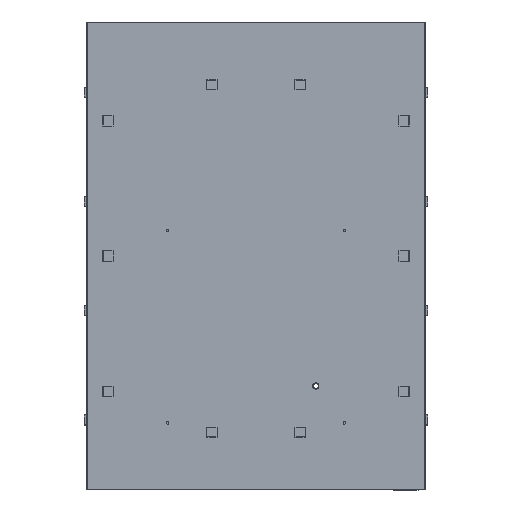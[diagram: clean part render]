
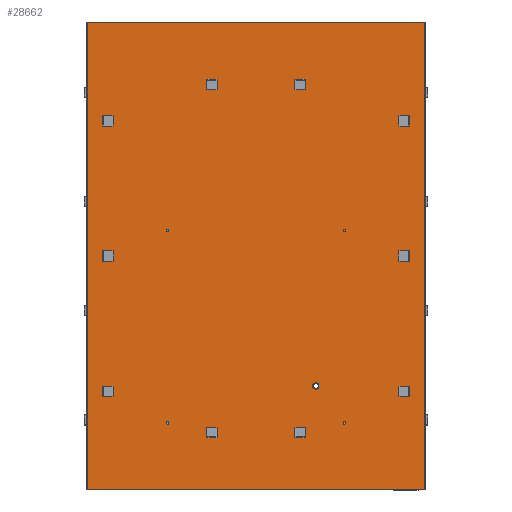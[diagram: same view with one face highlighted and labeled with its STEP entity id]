
A CAD part, front view. The second image highlights one B-rep face of the part: STEP entity #28662.
In plain terms, the highlighted planar face has unit normal (0, -1, 0).
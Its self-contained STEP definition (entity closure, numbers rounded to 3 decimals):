
#80 = DIRECTION ( 'NONE',  ( 0., 1., 0. ) ) ;
#127 = EDGE_CURVE ( 'NONE', #18455, #7187, #27543, .T. ) ;
#385 = FACE_BOUND ( 'NONE', #32565, .T. ) ;
#742 = CARTESIAN_POINT ( 'NONE',  ( 988.589, -4.565, 998.4 ) ) ;
#894 = EDGE_CURVE ( 'NONE', #5845, #27860, #21729, .T. ) ;
#1003 = ORIENTED_EDGE ( 'NONE', *, *, #10886, .F. ) ;
#1147 = CARTESIAN_POINT ( 'NONE',  ( 988.589, -4.565, 253.15 ) ) ;
#1163 = CARTESIAN_POINT ( 'NONE',  ( 866.784, -4.565, 400. ) ) ;
#1207 = AXIS2_PLACEMENT_3D ( 'NONE', #23321, #2493, #21035 ) ;
#1457 = DIRECTION ( 'NONE',  ( 0., 1., 0. ) ) ;
#1994 = VERTEX_POINT ( 'NONE', #11199 ) ;
#2424 = AXIS2_PLACEMENT_3D ( 'NONE', #30384, #22989, #6969 ) ;
#2493 = DIRECTION ( 'NONE',  ( 0., -1., 0. ) ) ;
#2797 = VERTEX_POINT ( 'NONE', #19030 ) ;
#3006 = CARTESIAN_POINT ( 'NONE',  ( 308.589, -4.565, 253.15 ) ) ;
#3149 = DIRECTION ( 'NONE',  ( 0., 1., 0. ) ) ;
#3292 = ORIENTED_EDGE ( 'NONE', *, *, #26398, .T. ) ;
#3604 = CARTESIAN_POINT ( 'NONE',  ( 988.589, -4.565, 258.4 ) ) ;
#3722 = EDGE_CURVE ( 'NONE', #27929, #15131, #29002, .T. ) ;
#4055 = EDGE_LOOP ( 'NONE', ( #3292, #5100 ) ) ;
#4326 = CARTESIAN_POINT ( 'NONE',  ( 988.589, -4.565, 993.15 ) ) ;
#4446 = CARTESIAN_POINT ( 'NONE',  ( 1296.284, -4.565, 1800. ) ) ;
#4456 = FACE_BOUND ( 'NONE', #4055, .T. ) ;
#4569 = ORIENTED_EDGE ( 'NONE', *, *, #32542, .T. ) ;
#5069 = EDGE_CURVE ( 'NONE', #25954, #22051, #30200, .T. ) ;
#5100 = ORIENTED_EDGE ( 'NONE', *, *, #11675, .T. ) ;
#5587 = VERTEX_POINT ( 'NONE', #10838 ) ;
#5609 = CIRCLE ( 'NONE', #12737, 5.25 ) ;
#5845 = VERTEX_POINT ( 'NONE', #1147 ) ;
#5865 = ORIENTED_EDGE ( 'NONE', *, *, #26007, .T. ) ;
#5878 = ORIENTED_EDGE ( 'NONE', *, *, #12204, .F. ) ;
#5893 = VECTOR ( 'NONE', #18670, 1000. ) ;
#6328 = DIRECTION ( 'NONE',  ( -1., 0., 0. ) ) ;
#6910 = CARTESIAN_POINT ( 'NONE',  ( 308.589, -4.565, 263.65 ) ) ;
#6969 = DIRECTION ( 'NONE',  ( -1., 0., 0. ) ) ;
#7187 = VERTEX_POINT ( 'NONE', #6910 ) ;
#7412 = VERTEX_POINT ( 'NONE', #23731 ) ;
#7446 = VERTEX_POINT ( 'NONE', #13114 ) ;
#7492 = ORIENTED_EDGE ( 'NONE', *, *, #3722, .F. ) ;
#8109 = FACE_OUTER_BOUND ( 'NONE', #23411, .T. ) ;
#8504 = DIRECTION ( 'NONE',  ( 0., 1., 0. ) ) ;
#8912 = EDGE_LOOP ( 'NONE', ( #30314, #26613 ) ) ;
#9796 = CARTESIAN_POINT ( 'NONE',  ( 0.893, -4.565, 1800. ) ) ;
#9997 = AXIS2_PLACEMENT_3D ( 'NONE', #28683, #80, #13008 ) ;
#10838 = CARTESIAN_POINT ( 'NONE',  ( 308.589, -4.565, 993.15 ) ) ;
#10886 = EDGE_CURVE ( 'NONE', #2797, #1994, #30273, .T. ) ;
#11053 = DIRECTION ( 'NONE',  ( -1., 0., 0. ) ) ;
#11199 = CARTESIAN_POINT ( 'NONE',  ( 1296.284, -4.565, 1797.5 ) ) ;
#11675 = EDGE_CURVE ( 'NONE', #5587, #7446, #29814, .T. ) ;
#12204 = EDGE_CURVE ( 'NONE', #15131, #27929, #33920, .T. ) ;
#12254 = FACE_BOUND ( 'NONE', #21957, .T. ) ;
#12628 = AXIS2_PLACEMENT_3D ( 'NONE', #20923, #17848, #12825 ) ;
#12737 = AXIS2_PLACEMENT_3D ( 'NONE', #3604, #3149, #11053 ) ;
#12825 = DIRECTION ( 'NONE',  ( -1., 0., 0. ) ) ;
#12887 = LINE ( 'NONE', #21168, #5893 ) ;
#12983 = ORIENTED_EDGE ( 'NONE', *, *, #5069, .T. ) ;
#13008 = DIRECTION ( 'NONE',  ( -1., 0., 0. ) ) ;
#13114 = CARTESIAN_POINT ( 'NONE',  ( 308.589, -4.565, 1003.65 ) ) ;
#13338 = CARTESIAN_POINT ( 'NONE',  ( 988.589, -4.565, 1003.65 ) ) ;
#13649 = DIRECTION ( 'NONE',  ( 0., 1., 0. ) ) ;
#14127 = DIRECTION ( 'NONE',  ( 0., 1., 0. ) ) ;
#14381 = CIRCLE ( 'NONE', #26937, 5.25 ) ;
#14537 = DIRECTION ( 'NONE',  ( 0., 0., -1. ) ) ;
#14651 = DIRECTION ( 'NONE',  ( 0., 0., -1. ) ) ;
#15122 = VECTOR ( 'NONE', #28967, 1000. ) ;
#15131 = VERTEX_POINT ( 'NONE', #33580 ) ;
#17848 = DIRECTION ( 'NONE',  ( 0., -1., 0. ) ) ;
#18207 = CARTESIAN_POINT ( 'NONE',  ( 0.893, -4.565, 1797.5 ) ) ;
#18455 = VERTEX_POINT ( 'NONE', #3006 ) ;
#18670 = DIRECTION ( 'NONE',  ( -1., 0., 0. ) ) ;
#19017 = EDGE_CURVE ( 'NONE', #23758, #7412, #12887, .T. ) ;
#19030 = CARTESIAN_POINT ( 'NONE',  ( 0.893, -4.565, 1797.5 ) ) ;
#19450 = AXIS2_PLACEMENT_3D ( 'NONE', #33293, #19833, #25325 ) ;
#19531 = VECTOR ( 'NONE', #14537, 1000. ) ;
#19833 = DIRECTION ( 'NONE',  ( 0., 1., 0. ) ) ;
#20594 = AXIS2_PLACEMENT_3D ( 'NONE', #25125, #1457, #24900 ) ;
#20847 = EDGE_LOOP ( 'NONE', ( #12983, #5865 ) ) ;
#20923 = CARTESIAN_POINT ( 'NONE',  ( 878.784, -4.565, 400. ) ) ;
#21035 = DIRECTION ( 'NONE',  ( -1., 0., 0. ) ) ;
#21168 = CARTESIAN_POINT ( 'NONE',  ( 1296.284, -4.565, 2.5 ) ) ;
#21349 = CARTESIAN_POINT ( 'NONE',  ( 1296.284, -4.565, 2.5 ) ) ;
#21640 = DIRECTION ( 'NONE',  ( -1., 0., 0. ) ) ;
#21729 = CIRCLE ( 'NONE', #2424, 5.25 ) ;
#21957 = EDGE_LOOP ( 'NONE', ( #33213, #24045 ) ) ;
#22036 = FACE_BOUND ( 'NONE', #8912, .T. ) ;
#22051 = VERTEX_POINT ( 'NONE', #4326 ) ;
#22355 = LINE ( 'NONE', #4446, #33523 ) ;
#22989 = DIRECTION ( 'NONE',  ( 0., 1., 0. ) ) ;
#23321 = CARTESIAN_POINT ( 'NONE',  ( 878.784, -4.565, 400. ) ) ;
#23411 = EDGE_LOOP ( 'NONE', ( #1003, #4569, #33838, #32528 ) ) ;
#23731 = CARTESIAN_POINT ( 'NONE',  ( 0.893, -4.565, 2.5 ) ) ;
#23758 = VERTEX_POINT ( 'NONE', #21349 ) ;
#24045 = ORIENTED_EDGE ( 'NONE', *, *, #894, .T. ) ;
#24309 = CARTESIAN_POINT ( 'NONE',  ( 308.589, -4.565, 258.4 ) ) ;
#24900 = DIRECTION ( 'NONE',  ( -1., 0., 0. ) ) ;
#25008 = PLANE ( 'NONE',  #20594 ) ;
#25125 = CARTESIAN_POINT ( 'NONE',  ( 1297.338, -4.565, 1800. ) ) ;
#25325 = DIRECTION ( 'NONE',  ( -1., 0., 0. ) ) ;
#25754 = FACE_BOUND ( 'NONE', #20847, .T. ) ;
#25804 = AXIS2_PLACEMENT_3D ( 'NONE', #742, #13649, #29570 ) ;
#25896 = AXIS2_PLACEMENT_3D ( 'NONE', #24309, #14127, #6328 ) ;
#25954 = VERTEX_POINT ( 'NONE', #13338 ) ;
#26007 = EDGE_CURVE ( 'NONE', #22051, #25954, #30477, .T. ) ;
#26398 = EDGE_CURVE ( 'NONE', #7446, #5587, #32944, .T. ) ;
#26487 = LINE ( 'NONE', #9796, #19531 ) ;
#26555 = CARTESIAN_POINT ( 'NONE',  ( 988.589, -4.565, 263.65 ) ) ;
#26613 = ORIENTED_EDGE ( 'NONE', *, *, #127, .T. ) ;
#26851 = DIRECTION ( 'NONE',  ( -1., 0., 0. ) ) ;
#26937 = AXIS2_PLACEMENT_3D ( 'NONE', #29581, #32259, #21640 ) ;
#27342 = EDGE_CURVE ( 'NONE', #7187, #18455, #14381, .T. ) ;
#27543 = CIRCLE ( 'NONE', #25896, 5.25 ) ;
#27711 = AXIS2_PLACEMENT_3D ( 'NONE', #29500, #8504, #26851 ) ;
#27860 = VERTEX_POINT ( 'NONE', #26555 ) ;
#27929 = VERTEX_POINT ( 'NONE', #1163 ) ;
#28662 = ADVANCED_FACE ( 'NONE', ( #385, #22036, #4456, #12254, #25754, #8109 ), #25008, .F. ) ;
#28683 = CARTESIAN_POINT ( 'NONE',  ( 988.589, -4.565, 998.4 ) ) ;
#28967 = DIRECTION ( 'NONE',  ( 1., 0., 0. ) ) ;
#29002 = CIRCLE ( 'NONE', #12628, 12. ) ;
#29500 = CARTESIAN_POINT ( 'NONE',  ( 308.589, -4.565, 998.4 ) ) ;
#29570 = DIRECTION ( 'NONE',  ( -1., 0., 0. ) ) ;
#29581 = CARTESIAN_POINT ( 'NONE',  ( 308.589, -4.565, 258.4 ) ) ;
#29814 = CIRCLE ( 'NONE', #27711, 5.25 ) ;
#29876 = EDGE_CURVE ( 'NONE', #27860, #5845, #5609, .T. ) ;
#30200 = CIRCLE ( 'NONE', #25804, 5.25 ) ;
#30273 = LINE ( 'NONE', #18207, #15122 ) ;
#30314 = ORIENTED_EDGE ( 'NONE', *, *, #27342, .T. ) ;
#30384 = CARTESIAN_POINT ( 'NONE',  ( 988.589, -4.565, 258.4 ) ) ;
#30477 = CIRCLE ( 'NONE', #9997, 5.25 ) ;
#32259 = DIRECTION ( 'NONE',  ( 0., 1., 0. ) ) ;
#32436 = EDGE_CURVE ( 'NONE', #1994, #23758, #22355, .T. ) ;
#32528 = ORIENTED_EDGE ( 'NONE', *, *, #32436, .F. ) ;
#32542 = EDGE_CURVE ( 'NONE', #2797, #7412, #26487, .T. ) ;
#32565 = EDGE_LOOP ( 'NONE', ( #7492, #5878 ) ) ;
#32944 = CIRCLE ( 'NONE', #19450, 5.25 ) ;
#33213 = ORIENTED_EDGE ( 'NONE', *, *, #29876, .T. ) ;
#33293 = CARTESIAN_POINT ( 'NONE',  ( 308.589, -4.565, 998.4 ) ) ;
#33523 = VECTOR ( 'NONE', #14651, 1000. ) ;
#33580 = CARTESIAN_POINT ( 'NONE',  ( 890.784, -4.565, 400. ) ) ;
#33838 = ORIENTED_EDGE ( 'NONE', *, *, #19017, .F. ) ;
#33920 = CIRCLE ( 'NONE', #1207, 12. ) ;
